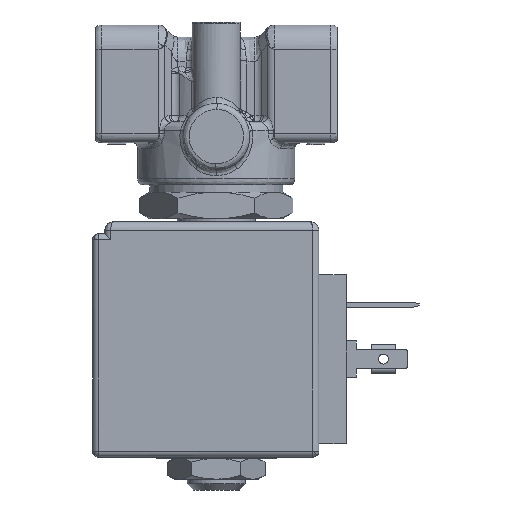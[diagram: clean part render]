
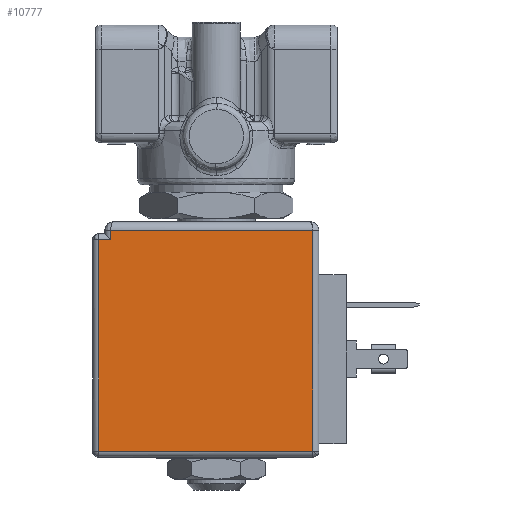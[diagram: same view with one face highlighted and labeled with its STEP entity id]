
A CAD part, front view. The second image highlights one B-rep face of the part: STEP entity #10777.
In plain terms, the highlighted planar face has unit normal (0, -1, 0).
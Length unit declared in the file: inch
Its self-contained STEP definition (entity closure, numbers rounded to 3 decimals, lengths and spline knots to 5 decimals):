
#190 = CARTESIAN_POINT ( 'NONE',  ( -0.68898, -0.59055, -2.44488 ) ) ;
#212 = ORIENTED_EDGE ( 'NONE', *, *, #1851, .T. ) ;
#1419 = CARTESIAN_POINT ( 'NONE',  ( 0., -0.59055, -1.02756 ) ) ;
#1851 = EDGE_CURVE ( 'NONE', #16176, #18882, #15502, .T. ) ;
#2097 = VECTOR ( 'NONE', #9994, 39.37008 ) ;
#2807 = CARTESIAN_POINT ( 'NONE',  ( -0.68898, -0.59055, -1.02756 ) ) ;
#2908 = DIRECTION ( 'NONE',  ( 1., 0., 0. ) ) ;
#3255 = VECTOR ( 'NONE', #2908, 39.37008 ) ;
#4880 = LINE ( 'NONE', #19198, #3255 ) ;
#4908 = VERTEX_POINT ( 'NONE', #20612 ) ;
#5221 = DIRECTION ( 'NONE',  ( -1., 0., 0. ) ) ;
#5507 = DIRECTION ( 'NONE',  ( -1., 0., 0. ) ) ;
#5982 = CARTESIAN_POINT ( 'NONE',  ( -0.76772, -0.59055, -2.40551 ) ) ;
#6632 = VECTOR ( 'NONE', #24515, 39.37008 ) ;
#7162 = LINE ( 'NONE', #7413, #24713 ) ;
#7413 = CARTESIAN_POINT ( 'NONE',  ( 0.62992, -0.59055, -2.44488 ) ) ;
#8094 = CARTESIAN_POINT ( 'NONE',  ( -0.76772, -0.59055, -2.44488 ) ) ;
#8350 = LINE ( 'NONE', #8094, #8732 ) ;
#8732 = VECTOR ( 'NONE', #24274, 39.37008 ) ;
#9105 = VERTEX_POINT ( 'NONE', #5982 ) ;
#9317 = EDGE_CURVE ( 'NONE', #9105, #24483, #4880, .T. ) ;
#9994 = DIRECTION ( 'NONE',  ( -1., 0., 0. ) ) ;
#10218 = EDGE_CURVE ( 'NONE', #24483, #4908, #7162, .T. ) ;
#10412 = AXIS2_PLACEMENT_3D ( 'NONE', #15217, #23236, #5221 ) ;
#10777 = ADVANCED_FACE ( 'NONE', ( #22489 ), #11132, .T. ) ;
#11095 = DIRECTION ( 'NONE',  ( 0., 0., 1. ) ) ;
#11103 = EDGE_CURVE ( 'NONE', #18882, #9105, #8350, .T. ) ;
#11132 = PLANE ( 'NONE',  #10412 ) ;
#11528 = ORIENTED_EDGE ( 'NONE', *, *, #13578, .T. ) ;
#11705 = CARTESIAN_POINT ( 'NONE',  ( 0., -0.59055, -0.9685 ) ) ;
#12900 = EDGE_CURVE ( 'NONE', #16176, #23528, #16503, .T. ) ;
#12994 = EDGE_LOOP ( 'NONE', ( #25782, #11528, #25717, #212, #24391, #20371 ) ) ;
#13428 = LINE ( 'NONE', #11705, #2097 ) ;
#13578 = EDGE_CURVE ( 'NONE', #4908, #23528, #13428, .T. ) ;
#13980 = CARTESIAN_POINT ( 'NONE',  ( 0.62992, -0.59055, -2.40551 ) ) ;
#15217 = CARTESIAN_POINT ( 'NONE',  ( 0., -0.59055, -2.44488 ) ) ;
#15502 = LINE ( 'NONE', #1419, #23284 ) ;
#16176 = VERTEX_POINT ( 'NONE', #2807 ) ;
#16503 = LINE ( 'NONE', #190, #6632 ) ;
#18882 = VERTEX_POINT ( 'NONE', #20402 ) ;
#19198 = CARTESIAN_POINT ( 'NONE',  ( 0., -0.59055, -2.40551 ) ) ;
#20371 = ORIENTED_EDGE ( 'NONE', *, *, #9317, .T. ) ;
#20402 = CARTESIAN_POINT ( 'NONE',  ( -0.76772, -0.59055, -1.02756 ) ) ;
#20612 = CARTESIAN_POINT ( 'NONE',  ( 0.62992, -0.59055, -0.9685 ) ) ;
#22381 = CARTESIAN_POINT ( 'NONE',  ( -0.68898, -0.59055, -0.9685 ) ) ;
#22489 = FACE_OUTER_BOUND ( 'NONE', #12994, .T. ) ;
#23236 = DIRECTION ( 'NONE',  ( 0., -1., 0. ) ) ;
#23284 = VECTOR ( 'NONE', #5507, 39.37008 ) ;
#23528 = VERTEX_POINT ( 'NONE', #22381 ) ;
#24274 = DIRECTION ( 'NONE',  ( 0., 0., -1. ) ) ;
#24391 = ORIENTED_EDGE ( 'NONE', *, *, #11103, .T. ) ;
#24483 = VERTEX_POINT ( 'NONE', #13980 ) ;
#24515 = DIRECTION ( 'NONE',  ( 0., 0., 1. ) ) ;
#24713 = VECTOR ( 'NONE', #11095, 39.37008 ) ;
#25717 = ORIENTED_EDGE ( 'NONE', *, *, #12900, .F. ) ;
#25782 = ORIENTED_EDGE ( 'NONE', *, *, #10218, .T. ) ;
